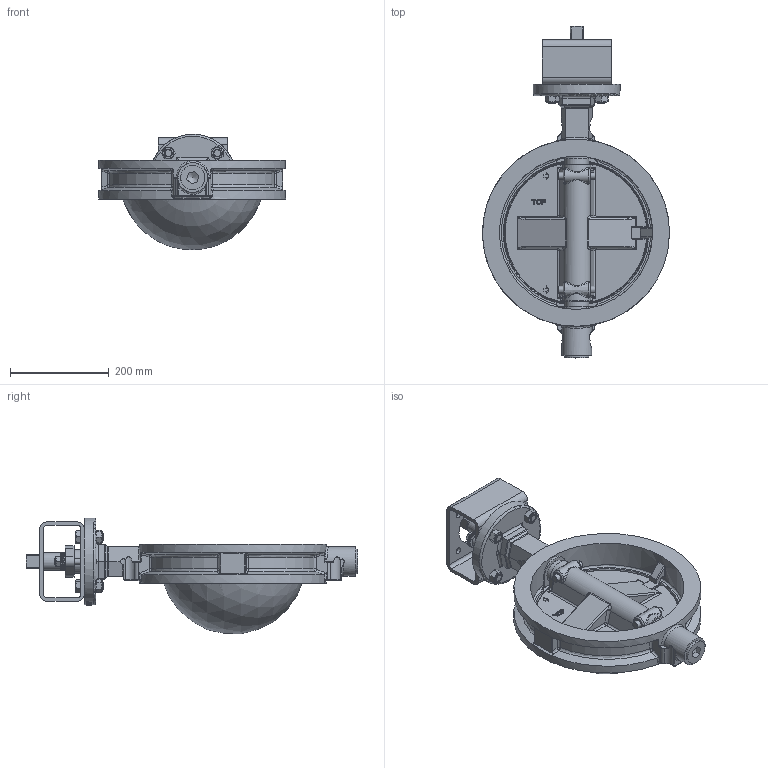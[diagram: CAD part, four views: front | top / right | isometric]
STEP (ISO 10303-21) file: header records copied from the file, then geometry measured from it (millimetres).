
FILE_DESCRIPTION((''),'2;1');
FILE_NAME('HP111 DN300-01.stp','2010-07-19T13:21:42',('Hellwig'),(''),'Autodesk Inventor 2010','Autodesk Inventor 2010','');
FILE_SCHEMA(('AUTOMOTIVE_DESIGN { 1 0 10303 214 1 1 1 1 }'));
Length unit declared in the file: millimetre
Products named in the file (1): M689_Konturvereinfachung_1
Bounding box: 378 x 671 x 233.44 mm (x, y, z)
Volume: 6000667 mm3; surface area: 1189524.6 mm2
Topology: 7 solids, 22 shells, 1355 faces, 3277 edges, 1998 vertices
Faces by surface type: plane 400, cylinder 370, bspline 367, cone 139, torus 55, sphere 24
Full cylindrical faces by diameter (mm): 4 x4, 4.917 x2, 8 x4, 12 x4, 12.3 x12, 13 x10, 14 x2, 14.2 x1, 14.917 x4, 16 x8, 22 x4, 34 x12, 35.3 x1, 36 x2, 36.05 x4, 36.2 x5, 38 x1, 39 x1, 39.2 x1, 39.3 x2, 42 x1, 47.8 x1, 47.9 x1, 48.5 x2, 49 x1, 60 x1, 85.1 x1, 175 x1, 284 x2, 285.6 x1
Entity records: 62099 total; most frequent: CARTESIAN_POINT 33260, ORIENTED_EDGE 5726, DIRECTION 5157, EDGE_CURVE 2863, AXIS2_PLACEMENT_3D 2081, VERTEX_POINT 1900, EDGE_LOOP 1771, FACE_OUTER_BOUND 1353
